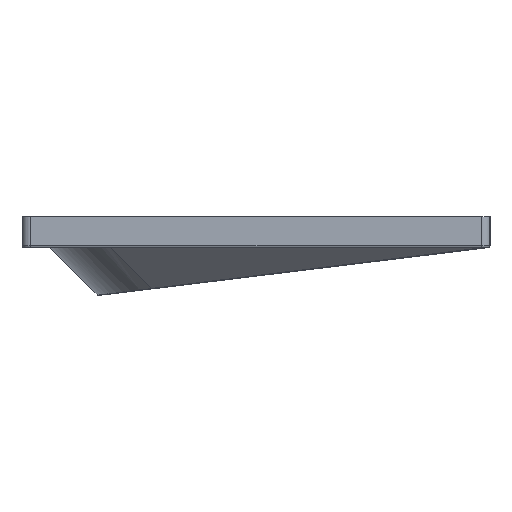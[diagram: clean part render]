
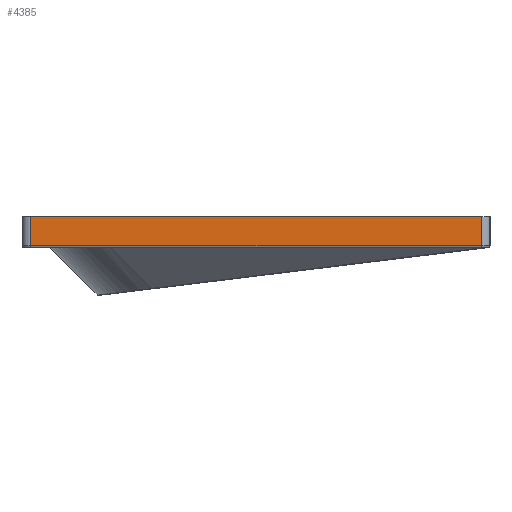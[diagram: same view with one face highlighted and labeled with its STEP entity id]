
A CAD part, left-side view. The second image highlights one B-rep face of the part: STEP entity #4385.
In plain terms, the highlighted planar face has unit normal (-1, 0, 0).
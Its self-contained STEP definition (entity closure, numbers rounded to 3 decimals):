
#454=FACE_OUTER_BOUND('',#706,.T.);
#706=EDGE_LOOP('',(#3216,#3217,#3218,#3219));
#1021=LINE('',#7149,#1456);
#1037=LINE('',#7211,#1472);
#1038=LINE('',#7215,#1473);
#1039=LINE('',#7216,#1474);
#1456=VECTOR('',#5416,10.);
#1472=VECTOR('',#5484,10.);
#1473=VECTOR('',#5489,10.);
#1474=VECTOR('',#5490,10.);
#1940=VERTEX_POINT('',#7139);
#1942=VERTEX_POINT('',#7145);
#1963=VERTEX_POINT('',#7210);
#1964=VERTEX_POINT('',#7214);
#2418=EDGE_CURVE('',#1940,#1942,#1021,.T.);
#2449=EDGE_CURVE('',#1942,#1963,#1037,.T.);
#2451=EDGE_CURVE('',#1964,#1940,#1038,.T.);
#2452=EDGE_CURVE('',#1964,#1963,#1039,.F.);
#3216=ORIENTED_EDGE('',*,*,#2418,.F.);
#3217=ORIENTED_EDGE('',*,*,#2451,.F.);
#3218=ORIENTED_EDGE('',*,*,#2452,.T.);
#3219=ORIENTED_EDGE('',*,*,#2449,.F.);
#4231=PLANE('',#4741);
#4385=ADVANCED_FACE('',(#454),#4231,.T.);
#4741=AXIS2_PLACEMENT_3D('',#7213,#5487,#5488);
#5416=DIRECTION('',(0.,1.,0.));
#5484=DIRECTION('',(0.,0.,1.));
#5487=DIRECTION('center_axis',(-1.,0.,0.));
#5488=DIRECTION('ref_axis',(0.,1.,0.));
#5489=DIRECTION('',(0.,0.,-1.));
#5490=DIRECTION('',(0.,-1.,0.));
#7139=CARTESIAN_POINT('',(-294.108,-122.623,-6.9));
#7145=CARTESIAN_POINT('',(-294.108,8.89,-6.9));
#7149=CARTESIAN_POINT('',(-294.108,-90.995,-6.9));
#7210=CARTESIAN_POINT('',(-294.108,8.89,1.6));
#7211=CARTESIAN_POINT('',(-294.108,8.89,1.6));
#7213=CARTESIAN_POINT('Origin',(-294.108,-125.123,1.6));
#7214=CARTESIAN_POINT('',(-294.108,-122.623,1.6));
#7215=CARTESIAN_POINT('',(-294.108,-122.623,1.6));
#7216=CARTESIAN_POINT('',(-294.108,-22.738,1.6));
